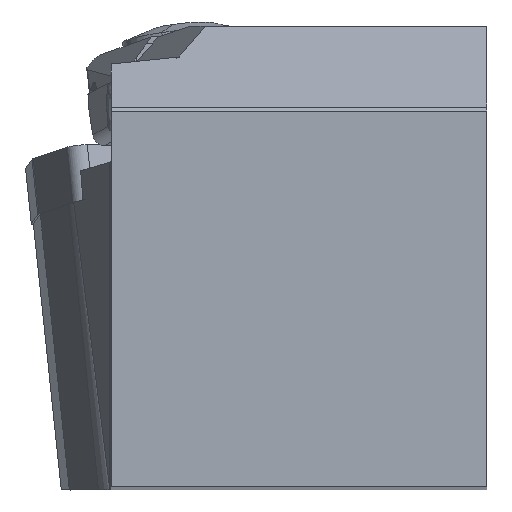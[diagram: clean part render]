
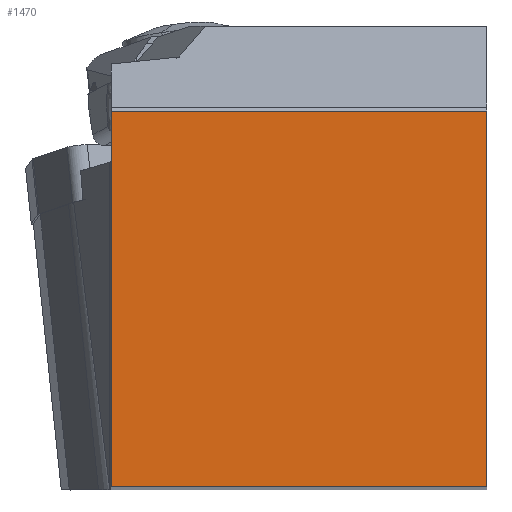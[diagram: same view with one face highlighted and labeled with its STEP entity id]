
A CAD part, top view. The second image highlights one B-rep face of the part: STEP entity #1470.
In plain terms, the highlighted planar face has unit normal (0, 0, 1).
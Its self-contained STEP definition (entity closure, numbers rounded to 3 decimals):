
#1443=AXIS2_PLACEMENT_3D('Plane Axis2P3D',#1440,#1441,#1442) ;
#1359=CARTESIAN_POINT('Vertex',(-32.,32.,0.)) ;
#1362=CARTESIAN_POINT('Line Origine',(-16.,32.,0.)) ;
#1366=CARTESIAN_POINT('Vertex',(0.,32.,0.)) ;
#1440=CARTESIAN_POINT('Axis2P3D Location',(-40.,32.,0.)) ;
#1445=CARTESIAN_POINT('Line Origine',(-32.,16.,0.)) ;
#1449=CARTESIAN_POINT('Vertex',(-32.,0.,0.)) ;
#1452=CARTESIAN_POINT('Line Origine',(-16.,0.,0.)) ;
#1456=CARTESIAN_POINT('Vertex',(0.,0.,0.)) ;
#1459=CARTESIAN_POINT('Line Origine',(0.,16.,0.)) ;
#1363=DIRECTION('Vector Direction',(1.,0.,0.)) ;
#1441=DIRECTION('Axis2P3D Direction',(0.,0.,-1.)) ;
#1442=DIRECTION('Axis2P3D XDirection',(1.,0.,0.)) ;
#1446=DIRECTION('Vector Direction',(0.,-1.,0.)) ;
#1453=DIRECTION('Vector Direction',(-1.,0.,0.)) ;
#1460=DIRECTION('Vector Direction',(0.,-1.,0.)) ;
#1364=VECTOR('Line Direction',#1363,1.) ;
#1447=VECTOR('Line Direction',#1446,1.) ;
#1454=VECTOR('Line Direction',#1453,1.) ;
#1461=VECTOR('Line Direction',#1460,1.) ;
#1465=ORIENTED_EDGE('',*,*,#1368,.F.) ;
#1466=ORIENTED_EDGE('',*,*,#1451,.T.) ;
#1467=ORIENTED_EDGE('',*,*,#1458,.F.) ;
#1468=ORIENTED_EDGE('',*,*,#1463,.F.) ;
#1470=ADVANCED_FACE('NOCUT',(#1469),#1444,.F.) ;
#1368=EDGE_CURVE('',#1360,#1367,#1365,.T.) ;
#1451=EDGE_CURVE('',#1360,#1450,#1448,.T.) ;
#1458=EDGE_CURVE('',#1457,#1450,#1455,.T.) ;
#1463=EDGE_CURVE('',#1367,#1457,#1462,.T.) ;
#1464=EDGE_LOOP('',(#1465,#1466,#1467,#1468)) ;
#1469=FACE_OUTER_BOUND('',#1464,.T.) ;
#1365=LINE('Line',#1362,#1364) ;
#1448=LINE('Line',#1445,#1447) ;
#1455=LINE('Line',#1452,#1454) ;
#1462=LINE('Line',#1459,#1461) ;
#1444=PLANE('',#1443) ;
#1360=VERTEX_POINT('',#1359) ;
#1367=VERTEX_POINT('',#1366) ;
#1450=VERTEX_POINT('',#1449) ;
#1457=VERTEX_POINT('',#1456) ;
